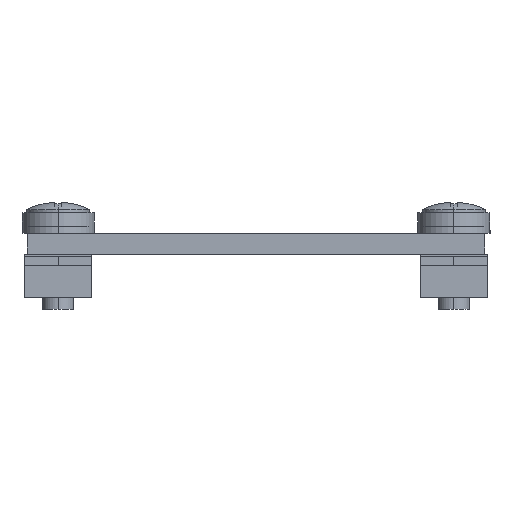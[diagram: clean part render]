
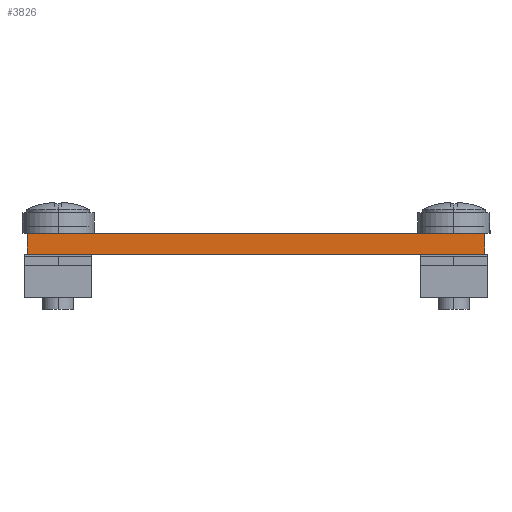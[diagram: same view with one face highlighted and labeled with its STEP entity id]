
A CAD part, left-side view. The second image highlights one B-rep face of the part: STEP entity #3826.
In plain terms, the highlighted planar face has unit normal (-1, 0, 0).
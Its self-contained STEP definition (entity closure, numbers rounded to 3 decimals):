
#105 = PLANE ( 'NONE',  #6981 ) ;
#306 = EDGE_CURVE ( 'NONE', #4289, #3619, #5149, .T. ) ;
#487 = VERTEX_POINT ( 'NONE', #8110 ) ;
#627 = DIRECTION ( 'NONE',  ( 0., -1., 0. ) ) ;
#747 = DIRECTION ( 'NONE',  ( 0., 0., 1. ) ) ;
#1683 = VECTOR ( 'NONE', #627, 1000. ) ;
#1760 = VECTOR ( 'NONE', #3408, 1000. ) ;
#2152 = VECTOR ( 'NONE', #3714, 1000. ) ;
#2307 = CARTESIAN_POINT ( 'NONE',  ( -241.5, 44.025, -4. ) ) ;
#2601 = ORIENTED_EDGE ( 'NONE', *, *, #8121, .T. ) ;
#3041 = DIRECTION ( 'NONE',  ( -1., 0., 0. ) ) ;
#3357 = CARTESIAN_POINT ( 'NONE',  ( -241.5, -44.025, -4. ) ) ;
#3408 = DIRECTION ( 'NONE',  ( 0., 0., 1. ) ) ;
#3559 = CARTESIAN_POINT ( 'NONE',  ( -241.5, 44.025, -4. ) ) ;
#3619 = VERTEX_POINT ( 'NONE', #5221 ) ;
#3714 = DIRECTION ( 'NONE',  ( 0., 0., 1. ) ) ;
#3826 = ADVANCED_FACE ( 'NONE', ( #7736 ), #105, .T. ) ;
#4289 = VERTEX_POINT ( 'NONE', #8911 ) ;
#4800 = ORIENTED_EDGE ( 'NONE', *, *, #306, .F. ) ;
#5149 = LINE ( 'NONE', #6741, #1683 ) ;
#5202 = ORIENTED_EDGE ( 'NONE', *, *, #5305, .F. ) ;
#5221 = CARTESIAN_POINT ( 'NONE',  ( -241.5, -44.025, 0. ) ) ;
#5305 = EDGE_CURVE ( 'NONE', #487, #4289, #6466, .T. ) ;
#5421 = CARTESIAN_POINT ( 'NONE',  ( -241.5, 44.025, -4. ) ) ;
#5459 = LINE ( 'NONE', #2307, #5914 ) ;
#5914 = VECTOR ( 'NONE', #6888, 1000. ) ;
#6321 = EDGE_CURVE ( 'NONE', #6589, #3619, #8474, .T. ) ;
#6466 = LINE ( 'NONE', #3559, #1760 ) ;
#6589 = VERTEX_POINT ( 'NONE', #3357 ) ;
#6741 = CARTESIAN_POINT ( 'NONE',  ( -241.5, 44.025, 0. ) ) ;
#6888 = DIRECTION ( 'NONE',  ( 0., -1., 0. ) ) ;
#6981 = AXIS2_PLACEMENT_3D ( 'NONE', #5421, #3041, #747 ) ;
#7450 = EDGE_LOOP ( 'NONE', ( #4800, #5202, #2601, #9013 ) ) ;
#7736 = FACE_OUTER_BOUND ( 'NONE', #7450, .T. ) ;
#8110 = CARTESIAN_POINT ( 'NONE',  ( -241.5, 44.025, -4. ) ) ;
#8121 = EDGE_CURVE ( 'NONE', #487, #6589, #5459, .T. ) ;
#8319 = CARTESIAN_POINT ( 'NONE',  ( -241.5, -44.025, -4. ) ) ;
#8474 = LINE ( 'NONE', #8319, #2152 ) ;
#8911 = CARTESIAN_POINT ( 'NONE',  ( -241.5, 44.025, 0. ) ) ;
#9013 = ORIENTED_EDGE ( 'NONE', *, *, #6321, .T. ) ;
